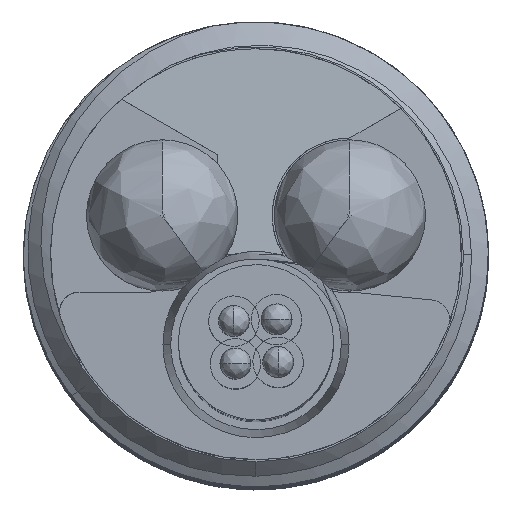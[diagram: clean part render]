
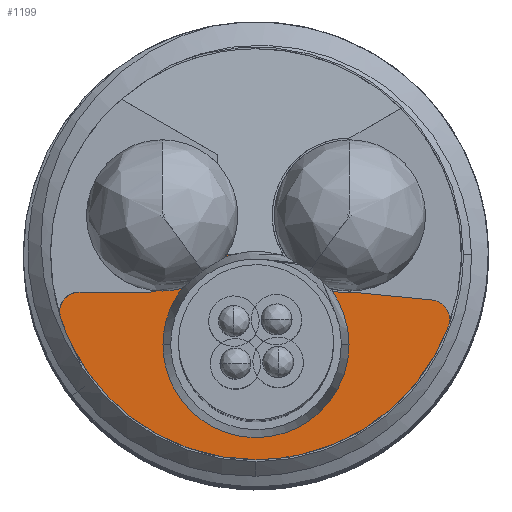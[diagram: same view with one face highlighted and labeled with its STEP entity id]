
A CAD part, top view. The second image highlights one B-rep face of the part: STEP entity #1199.
In plain terms, the highlighted free-form (B-spline) face has degree [1, 1] with [2, 2] control points.
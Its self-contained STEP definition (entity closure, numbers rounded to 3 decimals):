
#411=CARTESIAN_POINT('',(0.,-5.3,48.77));
#412=VERTEX_POINT('',#411);
#418=CARTESIAN_POINT('',(-5.042,-1.633,48.77));
#419=VERTEX_POINT('',#418);
#420=CARTESIAN_POINT('',(0.,-5.3,48.77));
#421=CARTESIAN_POINT('',(-3.855,-5.3,48.77));
#422=CARTESIAN_POINT('',(-5.042,-1.633,48.77));
#423=(BOUNDED_CURVE()B_SPLINE_CURVE(2,(#420,#421,#422),.CIRCULAR_ARC.,.F.,.U.)B_SPLINE_CURVE_WITH_KNOTS((3,3),(0.,1.),.UNSPECIFIED.)CURVE()GEOMETRIC_REPRESENTATION_ITEM()RATIONAL_B_SPLINE_CURVE((1.,0.809,1.))REPRESENTATION_ITEM(''));
#424=EDGE_CURVE('',#412,#419,#423,.T.);
#464=CARTESIAN_POINT('',(-4.566,-0.979,48.77));
#465=VERTEX_POINT('',#464);
#466=CARTESIAN_POINT('',(-5.042,-1.633,48.77));
#467=CARTESIAN_POINT('',(-5.121,-1.391,48.77));
#468=CARTESIAN_POINT('',(-4.971,-1.185,48.77));
#469=CARTESIAN_POINT('',(-4.821,-0.979,48.77));
#470=CARTESIAN_POINT('',(-4.566,-0.979,48.77));
#471=(BOUNDED_CURVE()B_SPLINE_CURVE(2,(#466,#467,#468,#469,#470),.CIRCULAR_ARC.,.F.,.U.)B_SPLINE_CURVE_WITH_KNOTS((3,2,3),(0.,0.5,1.),.UNSPECIFIED.)CURVE()GEOMETRIC_REPRESENTATION_ITEM()RATIONAL_B_SPLINE_CURVE((1.,0.891,1.,0.891,1.))REPRESENTATION_ITEM(''));
#472=EDGE_CURVE('',#419,#465,#471,.T.);
#487=CARTESIAN_POINT('',(-3.289,-0.979,48.77));
#488=VERTEX_POINT('',#487);
#489=CARTESIAN_POINT('',(-4.566,-0.979,48.77));
#490=CARTESIAN_POINT('',(-3.289,-0.979,48.77));
#491=B_SPLINE_CURVE_WITH_KNOTS('',1,(#489,#490),.POLYLINE_FORM.,.F.,.U.,(2,2),(0.,1.),.UNSPECIFIED.);
#492=EDGE_CURVE('',#465,#488,#491,.T.);
#605=CARTESIAN_POINT('',(-1.268,0.,48.77));
#606=VERTEX_POINT('',#605);
#614=CARTESIAN_POINT('',(-0.575,0.,48.77));
#615=VERTEX_POINT('',#614);
#616=CARTESIAN_POINT('',(-1.268,0.,48.77));
#617=CARTESIAN_POINT('',(-0.575,0.,48.77));
#618=B_SPLINE_CURVE_WITH_KNOTS('',1,(#616,#617),.POLYLINE_FORM.,.F.,.U.,(2,2),(0.,1.),.UNSPECIFIED.);
#619=EDGE_CURVE('',#606,#615,#618,.T.);
#659=CARTESIAN_POINT('',(1.961,-0.947,48.77));
#660=VERTEX_POINT('',#659);
#711=CARTESIAN_POINT('',(-2.4,-2.33,48.77));
#712=VERTEX_POINT('',#711);
#713=CARTESIAN_POINT('',(-0.575,0.,48.77));
#714=CARTESIAN_POINT('',(-2.4,-0.451,48.77));
#715=CARTESIAN_POINT('',(-2.4,-2.33,48.77));
#716=(BOUNDED_CURVE()B_SPLINE_CURVE(2,(#713,#714,#715),.CIRCULAR_ARC.,.F.,.U.)B_SPLINE_CURVE_WITH_KNOTS((3,3),(0.,1.),.UNSPECIFIED.)CURVE()GEOMETRIC_REPRESENTATION_ITEM()RATIONAL_B_SPLINE_CURVE((1.,0.787,1.))REPRESENTATION_ITEM(''));
#717=EDGE_CURVE('',#615,#712,#716,.T.);
#736=CARTESIAN_POINT('',(2.4,-2.33,48.77));
#737=VERTEX_POINT('',#736);
#743=CARTESIAN_POINT('',(2.4,-2.33,48.77));
#744=CARTESIAN_POINT('',(2.4,-1.569,48.77));
#745=CARTESIAN_POINT('',(1.961,-0.947,48.77));
#746=(BOUNDED_CURVE()B_SPLINE_CURVE(2,(#743,#744,#745),.CIRCULAR_ARC.,.F.,.U.)B_SPLINE_CURVE_WITH_KNOTS((3,3),(0.,1.),.UNSPECIFIED.)CURVE()GEOMETRIC_REPRESENTATION_ITEM()RATIONAL_B_SPLINE_CURVE((1.,0.953,1.))REPRESENTATION_ITEM(''));
#747=EDGE_CURVE('',#737,#660,#746,.T.);
#1089=CARTESIAN_POINT('',(4.964,-1.856,48.77));
#1090=VERTEX_POINT('',#1089);
#1091=CARTESIAN_POINT('',(4.964,-1.856,48.77));
#1092=CARTESIAN_POINT('',(3.677,-5.3,48.77));
#1093=CARTESIAN_POINT('',(0.,-5.3,48.77));
#1094=(BOUNDED_CURVE()B_SPLINE_CURVE(2,(#1091,#1092,#1093),.CIRCULAR_ARC.,.F.,.U.)B_SPLINE_CURVE_WITH_KNOTS((3,3),(0.,1.),.UNSPECIFIED.)CURVE()GEOMETRIC_REPRESENTATION_ITEM()RATIONAL_B_SPLINE_CURVE((1.,0.822,1.))REPRESENTATION_ITEM(''));
#1095=EDGE_CURVE('',#1090,#412,#1094,.T.);
#1139=CARTESIAN_POINT('',(4.545,-1.184,48.77));
#1140=VERTEX_POINT('',#1139);
#1146=CARTESIAN_POINT('',(4.545,-1.184,48.77));
#1147=CARTESIAN_POINT('',(4.79,-1.208,48.77));
#1148=CARTESIAN_POINT('',(4.92,-1.417,48.77));
#1149=CARTESIAN_POINT('',(5.05,-1.626,48.77));
#1150=CARTESIAN_POINT('',(4.964,-1.856,48.77));
#1151=(BOUNDED_CURVE()B_SPLINE_CURVE(2,(#1146,#1147,#1148,#1149,#1150),.CIRCULAR_ARC.,.F.,.U.)B_SPLINE_CURVE_WITH_KNOTS((3,2,3),(0.,0.5,1.),.UNSPECIFIED.)CURVE()GEOMETRIC_REPRESENTATION_ITEM()RATIONAL_B_SPLINE_CURVE((1.,0.897,1.,0.897,1.))REPRESENTATION_ITEM(''));
#1152=EDGE_CURVE('',#1140,#1090,#1151,.T.);
#1157=CARTESIAN_POINT('',(-14.119,14.119,48.77));
#1158=CARTESIAN_POINT('',(14.119,14.119,48.77));
#1159=CARTESIAN_POINT('',(-14.119,-14.119,48.77));
#1160=CARTESIAN_POINT('',(14.119,-14.119,48.77));
#1161=B_SPLINE_SURFACE_WITH_KNOTS('',1,1,((#1157,#1158),(#1159,#1160)),.PLANE_SURF.,.F.,.F.,.U.,(2,2),(2,2),(0.,1.),(0.,1.),.UNSPECIFIED.);
#1162=ORIENTED_EDGE('',*,*,#717,.F.);
#1163=ORIENTED_EDGE('',*,*,#619,.F.);
#1164=CARTESIAN_POINT('',(-1.268,0.,48.77));
#1165=CARTESIAN_POINT('',(-1.947,-1.175,48.77));
#1166=CARTESIAN_POINT('',(-3.289,-0.979,48.77));
#1167=(BOUNDED_CURVE()B_SPLINE_CURVE(2,(#1164,#1165,#1166),.CIRCULAR_ARC.,.F.,.U.)B_SPLINE_CURVE_WITH_KNOTS((3,3),(0.,1.),.UNSPECIFIED.)CURVE()GEOMETRIC_REPRESENTATION_ITEM()RATIONAL_B_SPLINE_CURVE((1.,0.827,1.))REPRESENTATION_ITEM(''));
#1168=EDGE_CURVE('',#606,#488,#1167,.T.);
#1169=ORIENTED_EDGE('',*,*,#1168,.T.);
#1170=ORIENTED_EDGE('',*,*,#492,.F.);
#1171=ORIENTED_EDGE('',*,*,#472,.F.);
#1172=ORIENTED_EDGE('',*,*,#424,.F.);
#1173=ORIENTED_EDGE('',*,*,#1095,.F.);
#1174=ORIENTED_EDGE('',*,*,#1152,.F.);
#1175=CARTESIAN_POINT('',(2.607,-0.991,48.77));
#1176=VERTEX_POINT('',#1175);
#1177=CARTESIAN_POINT('',(4.545,-1.184,48.77));
#1178=CARTESIAN_POINT('',(2.607,-0.991,48.77));
#1179=B_SPLINE_CURVE_WITH_KNOTS('',1,(#1177,#1178),.POLYLINE_FORM.,.F.,.U.,(2,2),(0.,1.),.UNSPECIFIED.);
#1180=EDGE_CURVE('',#1140,#1176,#1179,.T.);
#1181=ORIENTED_EDGE('',*,*,#1180,.T.);
#1182=CARTESIAN_POINT('',(2.607,-0.991,48.77));
#1183=CARTESIAN_POINT('',(2.28,-1.022,48.77));
#1184=CARTESIAN_POINT('',(1.961,-0.947,48.77));
#1185=(BOUNDED_CURVE()B_SPLINE_CURVE(2,(#1182,#1183,#1184),.CIRCULAR_ARC.,.F.,.U.)B_SPLINE_CURVE_WITH_KNOTS((3,3),(0.,1.),.UNSPECIFIED.)CURVE()GEOMETRIC_REPRESENTATION_ITEM()RATIONAL_B_SPLINE_CURVE((1.,0.987,1.))REPRESENTATION_ITEM(''));
#1186=EDGE_CURVE('',#1176,#660,#1185,.T.);
#1187=ORIENTED_EDGE('',*,*,#1186,.T.);
#1188=ORIENTED_EDGE('',*,*,#747,.F.);
#1189=CARTESIAN_POINT('',(2.4,-2.33,48.77));
#1190=CARTESIAN_POINT('',(2.4,-4.73,48.77));
#1191=CARTESIAN_POINT('',(0.,-4.73,48.77));
#1192=CARTESIAN_POINT('',(-2.4,-4.73,48.77));
#1193=CARTESIAN_POINT('',(-2.4,-2.33,48.77));
#1194=(BOUNDED_CURVE()B_SPLINE_CURVE(2,(#1189,#1190,#1191,#1192,#1193),.CIRCULAR_ARC.,.F.,.U.)B_SPLINE_CURVE_WITH_KNOTS((3,2,3),(0.,0.5,1.),.UNSPECIFIED.)CURVE()GEOMETRIC_REPRESENTATION_ITEM()RATIONAL_B_SPLINE_CURVE((1.,0.707,1.,0.707,1.))REPRESENTATION_ITEM(''));
#1195=EDGE_CURVE('',#737,#712,#1194,.T.);
#1196=ORIENTED_EDGE('',*,*,#1195,.T.);
#1197=EDGE_LOOP('',(#1162,#1163,#1169,#1170,#1171,#1172,#1173,#1174,#1181,#1187,#1188,#1196));
#1198=FACE_OUTER_BOUND('',#1197,.T.);
#1199=ADVANCED_FACE('',(#1198),#1161,.T.);
